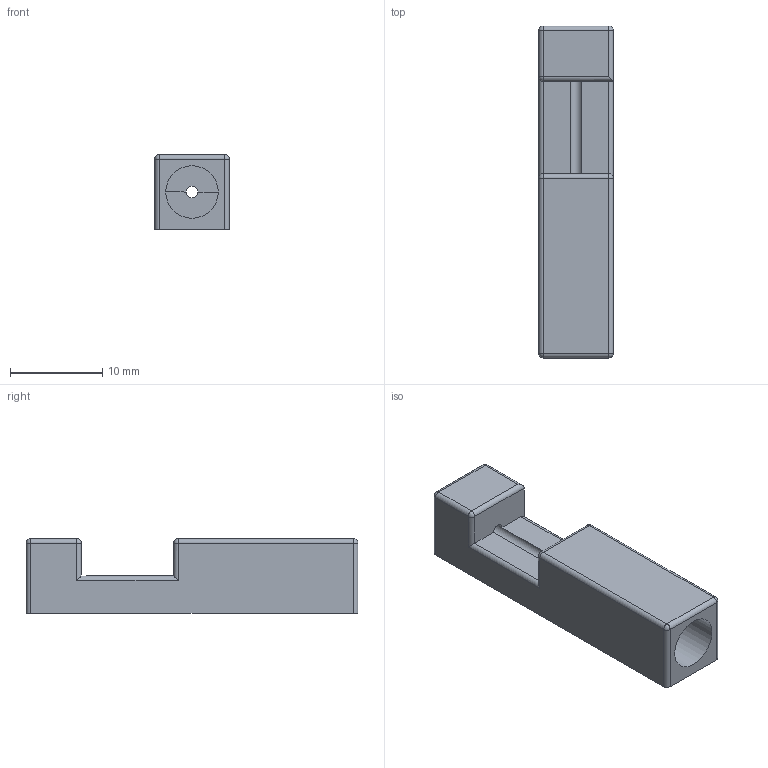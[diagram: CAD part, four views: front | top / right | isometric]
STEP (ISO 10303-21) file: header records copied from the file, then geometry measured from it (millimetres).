
FILE_DESCRIPTION(('FreeCAD Model'),'2;1');
FILE_NAME('Open CASCADE Shape Model','2025-03-05T15:43:37',(''),(''), 'Open CASCADE STEP processor 7.7','FreeCAD','Unknown');
FILE_SCHEMA(('AUTOMOTIVE_DESIGN { 1 0 10303 214 1 1 1 1 }'));
Length unit declared in the file: millimetre
Products named in the file (1): Fillet
Bounding box: 8.1 x 36 x 8.1 mm (x, y, z)
Volume: 1501.5 mm3; surface area: 1611.4 mm2
Topology: 1 solids, 1 shells, 38 faces, 93 edges, 48 vertices
Faces by surface type: cylinder 19, plane 12, sphere 7
Full cylindrical faces by diameter (mm): 1.28 x1, 5.7 x1
Entity records: 1072 total; most frequent: DIRECTION 200, CARTESIAN_POINT 173, ORIENTED_EDGE 172, EDGE_CURVE 86, AXIS2_PLACEMENT_3D 75, LINE 50, VECTOR 50, VERTEX_POINT 48
